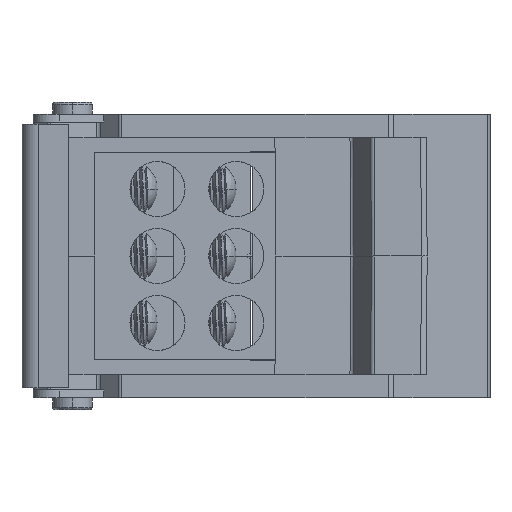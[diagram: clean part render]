
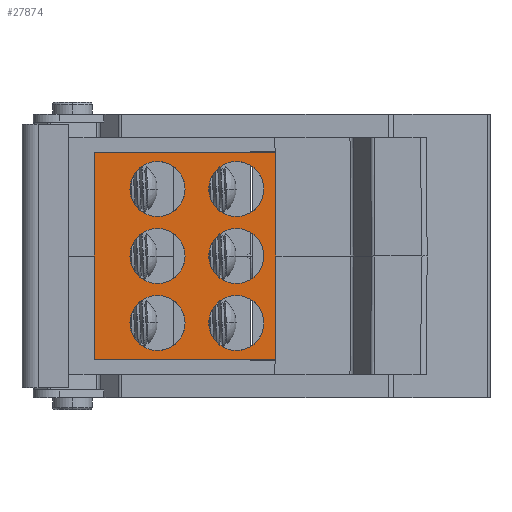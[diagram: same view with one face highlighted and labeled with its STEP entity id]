
A CAD part, left-side view. The second image highlights one B-rep face of the part: STEP entity #27874.
In plain terms, the highlighted planar face has unit normal (-1, 0, 0).
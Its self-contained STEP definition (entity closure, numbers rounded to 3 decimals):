
#928=DIRECTION('',(0.,0.,-1.));
#929=VECTOR('',#928,26.2);
#930=CARTESIAN_POINT('',(-30.4,-7.8,13.1));
#931=LINE('',#930,#929);
#932=CARTESIAN_POINT('',(-30.4,-15.8,-8.5));
#933=DIRECTION('',(-1.,0.,0.));
#934=DIRECTION('',(0.,0.,1.));
#935=AXIS2_PLACEMENT_3D('',#932,#933,#934);
#937=CARTESIAN_POINT('',(-30.4,-15.8,-8.5));
#938=DIRECTION('',(-1.,0.,0.));
#939=DIRECTION('',(0.,0.,-1.));
#940=AXIS2_PLACEMENT_3D('',#937,#938,#939);
#942=CARTESIAN_POINT('',(-30.4,-15.8,0.));
#943=DIRECTION('',(-1.,0.,0.));
#944=DIRECTION('',(0.,0.,1.));
#945=AXIS2_PLACEMENT_3D('',#942,#943,#944);
#947=CARTESIAN_POINT('',(-30.4,-15.8,0.));
#948=DIRECTION('',(-1.,0.,0.));
#949=DIRECTION('',(0.,0.,-1.));
#950=AXIS2_PLACEMENT_3D('',#947,#948,#949);
#952=CARTESIAN_POINT('',(-30.4,-25.8,8.5));
#953=DIRECTION('',(-1.,0.,0.));
#954=DIRECTION('',(0.,0.,1.));
#955=AXIS2_PLACEMENT_3D('',#952,#953,#954);
#957=CARTESIAN_POINT('',(-30.4,-25.8,8.5));
#958=DIRECTION('',(-1.,0.,0.));
#959=DIRECTION('',(0.,0.,-1.));
#960=AXIS2_PLACEMENT_3D('',#957,#958,#959);
#962=CARTESIAN_POINT('',(-30.4,-25.8,0.));
#963=DIRECTION('',(-1.,0.,0.));
#964=DIRECTION('',(0.,0.,1.));
#965=AXIS2_PLACEMENT_3D('',#962,#963,#964);
#967=CARTESIAN_POINT('',(-30.4,-25.8,0.));
#968=DIRECTION('',(-1.,0.,0.));
#969=DIRECTION('',(0.,0.,-1.));
#970=AXIS2_PLACEMENT_3D('',#967,#968,#969);
#972=CARTESIAN_POINT('',(-30.4,-15.8,8.5));
#973=DIRECTION('',(-1.,0.,0.));
#974=DIRECTION('',(0.,0.,1.));
#975=AXIS2_PLACEMENT_3D('',#972,#973,#974);
#977=CARTESIAN_POINT('',(-30.4,-15.8,8.5));
#978=DIRECTION('',(-1.,0.,0.));
#979=DIRECTION('',(0.,0.,-1.));
#980=AXIS2_PLACEMENT_3D('',#977,#978,#979);
#982=CARTESIAN_POINT('',(-30.4,-25.8,-8.5));
#983=DIRECTION('',(-1.,0.,0.));
#984=DIRECTION('',(0.,0.,1.));
#985=AXIS2_PLACEMENT_3D('',#982,#983,#984);
#987=CARTESIAN_POINT('',(-30.4,-25.8,-8.5));
#988=DIRECTION('',(-1.,0.,0.));
#989=DIRECTION('',(0.,0.,-1.));
#990=AXIS2_PLACEMENT_3D('',#987,#988,#989);
#1024=DIRECTION('',(0.,-1.,0.));
#1025=VECTOR('',#1024,25.);
#1026=CARTESIAN_POINT('',(-30.4,-7.8,-13.1));
#1027=LINE('',#1026,#1025);
#1064=DIRECTION('',(0.,0.,-1.));
#1065=VECTOR('',#1064,1.);
#1066=CARTESIAN_POINT('',(-30.4,-32.8,0.5));
#1067=LINE('',#1066,#1065);
#1110=DIRECTION('',(0.,0.,-1.));
#1111=VECTOR('',#1110,12.6);
#1112=CARTESIAN_POINT('',(-30.4,-32.8,-0.5));
#1113=LINE('',#1112,#1111);
#1174=DIRECTION('',(0.,0.,1.));
#1175=VECTOR('',#1174,12.6);
#1176=CARTESIAN_POINT('',(-30.4,-32.8,0.5));
#1177=LINE('',#1176,#1175);
#1186=DIRECTION('',(0.,-1.,0.));
#1187=VECTOR('',#1186,25.);
#1188=CARTESIAN_POINT('',(-30.4,-7.8,13.1));
#1189=LINE('',#1188,#1187);
#25593=CARTESIAN_POINT('',(-30.4,-7.8,13.1));
#25594=VERTEX_POINT('',#25593);
#25605=CARTESIAN_POINT('',(-30.4,-7.8,-13.1));
#25606=VERTEX_POINT('',#25605);
#25611=CARTESIAN_POINT('',(-30.4,-15.8,-5.));
#25612=CARTESIAN_POINT('',(-30.4,-15.8,-12.));
#25613=VERTEX_POINT('',#25611);
#25614=VERTEX_POINT('',#25612);
#25615=CARTESIAN_POINT('',(-30.4,-15.8,3.5));
#25616=CARTESIAN_POINT('',(-30.4,-15.8,-3.5));
#25617=VERTEX_POINT('',#25615);
#25618=VERTEX_POINT('',#25616);
#25619=CARTESIAN_POINT('',(-30.4,-25.8,12.));
#25620=CARTESIAN_POINT('',(-30.4,-25.8,5.));
#25621=VERTEX_POINT('',#25619);
#25622=VERTEX_POINT('',#25620);
#25623=CARTESIAN_POINT('',(-30.4,-25.8,3.5));
#25624=CARTESIAN_POINT('',(-30.4,-25.8,-3.5));
#25625=VERTEX_POINT('',#25623);
#25626=VERTEX_POINT('',#25624);
#25655=CARTESIAN_POINT('',(-30.4,-15.8,12.));
#25656=CARTESIAN_POINT('',(-30.4,-15.8,5.));
#25657=VERTEX_POINT('',#25655);
#25658=VERTEX_POINT('',#25656);
#25659=CARTESIAN_POINT('',(-30.4,-25.8,-5.));
#25660=CARTESIAN_POINT('',(-30.4,-25.8,-12.));
#25661=VERTEX_POINT('',#25659);
#25662=VERTEX_POINT('',#25660);
#25720=CARTESIAN_POINT('',(-30.4,-32.8,-13.1));
#25722=VERTEX_POINT('',#25720);
#25723=CARTESIAN_POINT('',(-30.4,-32.8,-0.5));
#25724=VERTEX_POINT('',#25723);
#25752=CARTESIAN_POINT('',(-30.4,-32.8,13.1));
#25754=VERTEX_POINT('',#25752);
#25755=CARTESIAN_POINT('',(-30.4,-32.8,0.5));
#25756=VERTEX_POINT('',#25755);
#27820=CARTESIAN_POINT('',(-30.4,-7.8,13.1));
#27821=DIRECTION('',(-1.,0.,0.));
#27822=DIRECTION('',(0.,-1.,0.));
#27823=AXIS2_PLACEMENT_3D('',#27820,#27821,#27822);
#27824=PLANE('',#27823);
#27826=ORIENTED_EDGE('',*,*,#27825,.F.);
#27828=ORIENTED_EDGE('',*,*,#27827,.F.);
#27830=ORIENTED_EDGE('',*,*,#27829,.T.);
#27832=ORIENTED_EDGE('',*,*,#27831,.F.);
#27834=ORIENTED_EDGE('',*,*,#27833,.T.);
#27836=ORIENTED_EDGE('',*,*,#27835,.T.);
#27837=EDGE_LOOP('',(#27826,#27828,#27830,#27832,#27834,#27836));
#27838=FACE_OUTER_BOUND('',#27837,.F.);
#27839=ORIENTED_EDGE('',*,*,#27748,.T.);
#27841=ORIENTED_EDGE('',*,*,#27840,.T.);
#27842=EDGE_LOOP('',(#27839,#27841));
#27843=FACE_BOUND('',#27842,.F.);
#27845=ORIENTED_EDGE('',*,*,#27844,.T.);
#27847=ORIENTED_EDGE('',*,*,#27846,.T.);
#27848=EDGE_LOOP('',(#27845,#27847));
#27849=FACE_BOUND('',#27848,.F.);
#27851=ORIENTED_EDGE('',*,*,#27850,.T.);
#27853=ORIENTED_EDGE('',*,*,#27852,.T.);
#27854=EDGE_LOOP('',(#27851,#27853));
#27855=FACE_BOUND('',#27854,.F.);
#27857=ORIENTED_EDGE('',*,*,#27856,.T.);
#27859=ORIENTED_EDGE('',*,*,#27858,.T.);
#27860=EDGE_LOOP('',(#27857,#27859));
#27861=FACE_BOUND('',#27860,.F.);
#27863=ORIENTED_EDGE('',*,*,#27862,.T.);
#27865=ORIENTED_EDGE('',*,*,#27864,.T.);
#27866=EDGE_LOOP('',(#27863,#27865));
#27867=FACE_BOUND('',#27866,.F.);
#27869=ORIENTED_EDGE('',*,*,#27868,.T.);
#27871=ORIENTED_EDGE('',*,*,#27870,.T.);
#27872=EDGE_LOOP('',(#27869,#27871));
#27873=FACE_BOUND('',#27872,.F.);
#27874=ADVANCED_FACE('',(#27838,#27843,#27849,#27855,#27861,#27867,#27873),
#27824,.T.);
#936=CIRCLE('',#935,3.5);
#941=CIRCLE('',#940,3.5);
#946=CIRCLE('',#945,3.5);
#951=CIRCLE('',#950,3.5);
#956=CIRCLE('',#955,3.5);
#961=CIRCLE('',#960,3.5);
#966=CIRCLE('',#965,3.5);
#971=CIRCLE('',#970,3.5);
#976=CIRCLE('',#975,3.5);
#981=CIRCLE('',#980,3.5);
#986=CIRCLE('',#985,3.5);
#991=CIRCLE('',#990,3.5);
#27748=EDGE_CURVE('',#25613,#25614,#936,.T.);
#27825=EDGE_CURVE('',#25606,#25722,#1027,.T.);
#27827=EDGE_CURVE('',#25594,#25606,#931,.T.);
#27829=EDGE_CURVE('',#25594,#25754,#1189,.T.);
#27831=EDGE_CURVE('',#25756,#25754,#1177,.T.);
#27833=EDGE_CURVE('',#25756,#25724,#1067,.T.);
#27835=EDGE_CURVE('',#25724,#25722,#1113,.T.);
#27840=EDGE_CURVE('',#25614,#25613,#941,.T.);
#27844=EDGE_CURVE('',#25617,#25618,#946,.T.);
#27846=EDGE_CURVE('',#25618,#25617,#951,.T.);
#27850=EDGE_CURVE('',#25621,#25622,#956,.T.);
#27852=EDGE_CURVE('',#25622,#25621,#961,.T.);
#27856=EDGE_CURVE('',#25625,#25626,#966,.T.);
#27858=EDGE_CURVE('',#25626,#25625,#971,.T.);
#27862=EDGE_CURVE('',#25657,#25658,#976,.T.);
#27864=EDGE_CURVE('',#25658,#25657,#981,.T.);
#27868=EDGE_CURVE('',#25661,#25662,#986,.T.);
#27870=EDGE_CURVE('',#25662,#25661,#991,.T.);
